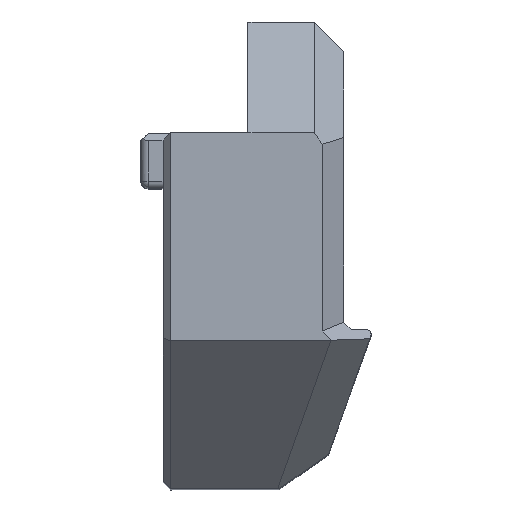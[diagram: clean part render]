
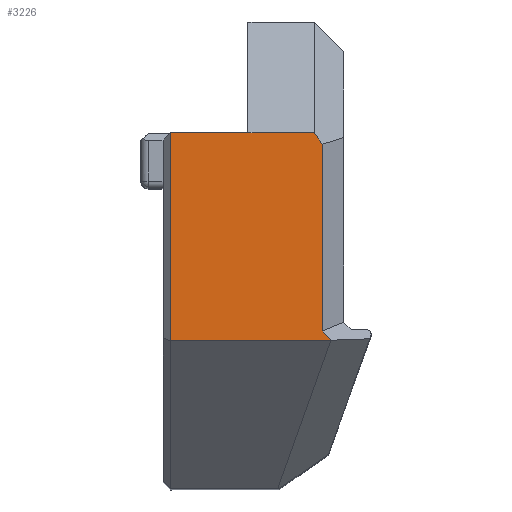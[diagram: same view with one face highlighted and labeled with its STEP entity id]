
A CAD part, top view. The second image highlights one B-rep face of the part: STEP entity #3226.
In plain terms, the highlighted planar face has unit normal (0, 0, 1).
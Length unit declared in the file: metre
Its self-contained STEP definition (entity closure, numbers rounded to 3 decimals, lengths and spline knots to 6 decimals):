
#516=ORIENTED_EDGE('',*,*,#1358,.F.);
#517=ORIENTED_EDGE('',*,*,#1357,.F.);
#518=ORIENTED_EDGE('',*,*,#1275,.F.);
#519=ORIENTED_EDGE('',*,*,#1256,.F.);
#520=ORIENTED_EDGE('',*,*,#1292,.T.);
#521=ORIENTED_EDGE('',*,*,#1359,.T.);
#522=ORIENTED_EDGE('',*,*,#1288,.T.);
#523=ORIENTED_EDGE('',*,*,#1342,.F.);
#524=ORIENTED_EDGE('',*,*,#1338,.F.);
#1256=EDGE_CURVE('',#1705,#1704,#2028,.T.);
#1275=EDGE_CURVE('',#1704,#1722,#2047,.T.);
#1288=EDGE_CURVE('',#1733,#1727,#2060,.T.);
#1292=EDGE_CURVE('',#1705,#1735,#2064,.T.);
#1338=EDGE_CURVE('',#1763,#1765,#2096,.T.);
#1342=EDGE_CURVE('',#1765,#1727,#2100,.T.);
#1357=EDGE_CURVE('',#1722,#1775,#2115,.T.);
#1358=EDGE_CURVE('',#1775,#1763,#2116,.T.);
#1359=EDGE_CURVE('',#1735,#1733,#2117,.T.);
#1704=VERTEX_POINT('',#4486);
#1705=VERTEX_POINT('',#4489);
#1722=VERTEX_POINT('',#4529);
#1727=VERTEX_POINT('',#4542);
#1733=VERTEX_POINT('',#4557);
#1735=VERTEX_POINT('',#4565);
#1763=VERTEX_POINT('',#4655);
#1765=VERTEX_POINT('',#4658);
#1775=VERTEX_POINT('',#4692);
#2028=LINE('',#4490,#2376);
#2047=LINE('',#4528,#2395);
#2060=LINE('',#4556,#2408);
#2064=LINE('',#4564,#2412);
#2096=LINE('',#4657,#2444);
#2100=LINE('',#4665,#2448);
#2115=LINE('',#4693,#2463);
#2116=LINE('',#4695,#2464);
#2117=LINE('',#4696,#2465);
#2376=VECTOR('',#3727,1.);
#2395=VECTOR('',#3752,1.);
#2408=VECTOR('',#3773,1.);
#2412=VECTOR('',#3781,1.);
#2444=VECTOR('',#3875,1.);
#2448=VECTOR('',#3881,1.);
#2463=VECTOR('',#3906,1.);
#2464=VECTOR('',#3909,1.);
#2465=VECTOR('',#3910,1.);
#2718=EDGE_LOOP('',(#516,#517,#518,#519,#520,#521,#522,#523,#524));
#2914=FACE_BOUND('',#2718,.T.);
#3090=PLANE('',#3449);
#3226=ADVANCED_FACE('',(#2914),#3090,.F.);
#3449=AXIS2_PLACEMENT_3D('',#4694,#3907,#3908);
#3727=DIRECTION('',(0.577,-0.816,0.));
#3752=DIRECTION('',(0.,-1.,0.));
#3773=DIRECTION('',(-1.,0.,0.));
#3781=DIRECTION('',(-1.,0.,0.));
#3875=DIRECTION('',(-1.,0.,0.));
#3881=DIRECTION('',(0.,1.,0.));
#3906=DIRECTION('',(0.707,-0.707,0.));
#3907=DIRECTION('',(0.,0.,-1.));
#3908=DIRECTION('',(1.,0.,0.));
#3909=DIRECTION('',(-0.743,-0.669,0.));
#3910=DIRECTION('',(0.,-1.,0.));
#4486=CARTESIAN_POINT('',(0.004339,0.003683,0.047999));
#4489=CARTESIAN_POINT('',(0.003893,0.004312,0.047999));
#4490=CARTESIAN_POINT('',(0.004917,0.002864,0.047999));
#4528=CARTESIAN_POINT('',(0.004339,-0.00468,0.047999));
#4529=CARTESIAN_POINT('',(0.004339,-0.006428,0.047999));
#4542=CARTESIAN_POINT('',(-0.003893,0.004311,0.047999));
#4556=CARTESIAN_POINT('',(-0.001458,0.004311,0.047999));
#4557=CARTESIAN_POINT('',(0.000307,0.004311,0.047999));
#4564=CARTESIAN_POINT('',(0.001377,0.004312,0.047999));
#4565=CARTESIAN_POINT('',(0.000307,0.004312,0.047999));
#4655=CARTESIAN_POINT('',(0.004793,-0.006969,0.047999));
#4657=CARTESIAN_POINT('',(-0.001458,-0.006969,0.047999));
#4658=CARTESIAN_POINT('',(-0.003893,-0.006969,0.047999));
#4665=CARTESIAN_POINT('',(-0.003893,0.0004,0.047999));
#4692=CARTESIAN_POINT('',(0.004839,-0.006928,0.047999));
#4693=CARTESIAN_POINT('',(0.003138,-0.005228,0.047999));
#4694=CARTESIAN_POINT('',(0.001377,-0.00351,0.047999));
#4695=CARTESIAN_POINT('',(0.003621,-0.008024,0.047999));
#4696=CARTESIAN_POINT('',(0.000307,0.002401,0.047999));
